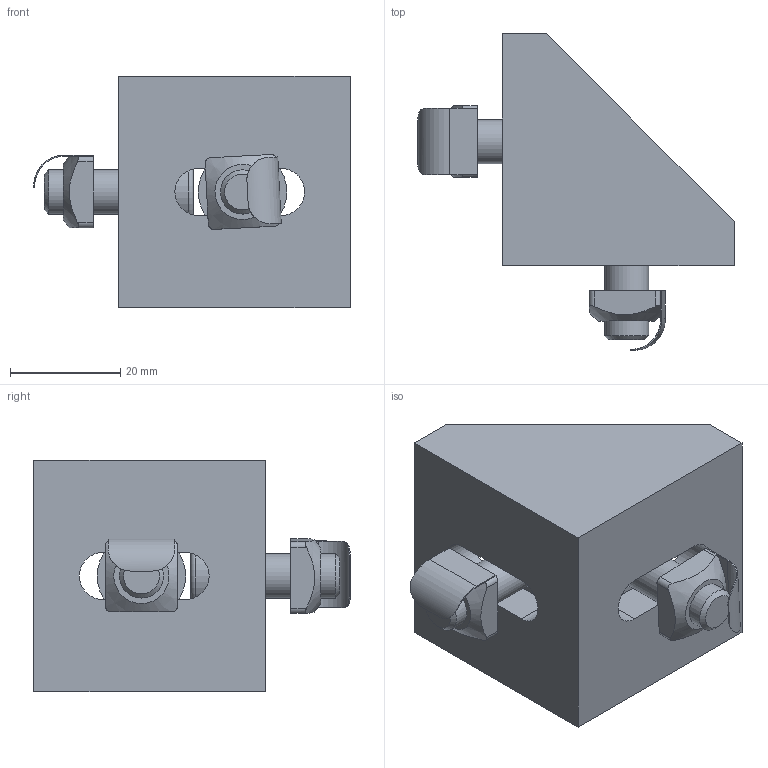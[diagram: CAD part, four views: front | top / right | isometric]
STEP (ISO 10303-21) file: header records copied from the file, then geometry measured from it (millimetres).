
FILE_DESCRIPTION(/* description */ ('Montagewinkel 45 GD'),/* implementation_level */ '2;1');
FILE_NAME(/* name */ 'ZEI_CAD_211133-7-REV00_#SALL_#AIN_#V1.step',/* time_stamp */ '2022-10-10T06:57:09+02:00',/* author */ ('MiniTec'),/* organization */ ('MiniTec GmbH & Co.KG'),/* preprocessor_version */ 'ST-DEVELOPER v18.1',/* originating_system */ 'Autodesk Inventor 2021',/* authorisation */ '');
FILE_SCHEMA (('CONFIG_CONTROL_DESIGN'));
Length unit declared in the file: millimetre
Products named in the file (5): leer; 21-1133-12FZ.000; leer_1; 21-1351-2FZ.005; leer_2
Assembly tree (7 placements, depth 2):
  leer
    21-1133-12FZ.000
    leer_1  x2
    21-1351-2FZ.005  x2
    leer_2  x2
Bounding box: 57.31 x 57.31 x 42 mm (x, y, z)
Volume: 32141.9 mm3; surface area: 15184.3 mm2
Topology: 7 solids, 7 shells, 98 faces, 252 edges, 170 vertices
Faces by surface type: plane 58, cylinder 30, cone 6, torus 4
Full cylindrical faces by diameter (mm): 8 x4, 8.4 x2, 13 x2, 16 x2
Entity records: 2097 total; most frequent: CARTESIAN_POINT 440, DIRECTION 306, ORIENTED_EDGE 304, EDGE_CURVE 152, AXIS2_PLACEMENT_3D 106, VERTEX_POINT 103, LINE 94, VECTOR 94
